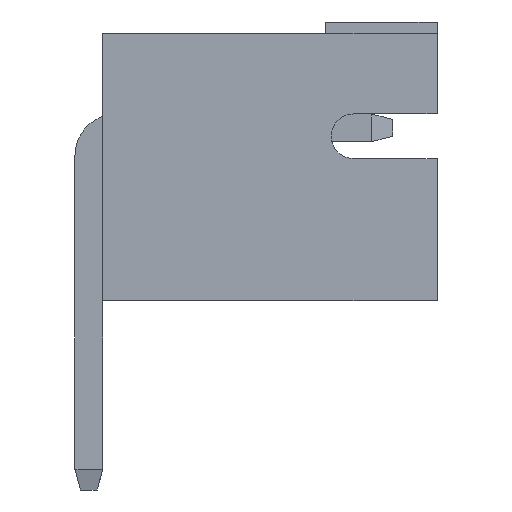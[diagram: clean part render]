
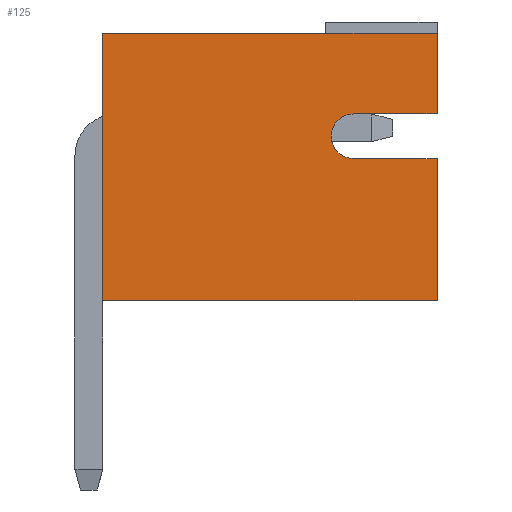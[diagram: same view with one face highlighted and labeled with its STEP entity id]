
A CAD part, left-side view. The second image highlights one B-rep face of the part: STEP entity #125.
In plain terms, the highlighted planar face has unit normal (-1, 0, 0).
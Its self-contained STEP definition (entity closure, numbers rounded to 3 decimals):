
#125=ADVANCED_FACE('',(#4168),#4170,.T.);
#4168=FACE_BOUND('',#4169,.T.);
#4169=EDGE_LOOP('',(#7446,#7447,#7448,#7449,#7450,#7451,#7452,#7453));
#4170=PLANE('',#4171);
#4171=AXIS2_PLACEMENT_3D('',#4172,#4173,#4174);
#4172=CARTESIAN_POINT('',(-1.95,0.,0.));
#4173=DIRECTION('',(-1.,0.,0.));
#4174=DIRECTION('',(0.,0.,1.));
#7446=ORIENTED_EDGE('',*,*,#9695,.T.);
#7447=ORIENTED_EDGE('',*,*,#9603,.T.);
#7448=ORIENTED_EDGE('',*,*,#9689,.T.);
#7449=ORIENTED_EDGE('',*,*,#9696,.T.);
#7450=ORIENTED_EDGE('',*,*,#9697,.T.);
#7451=ORIENTED_EDGE('',*,*,#9698,.T.);
#7452=ORIENTED_EDGE('',*,*,#9699,.T.);
#7453=ORIENTED_EDGE('',*,*,#9700,.T.);
#9603=EDGE_CURVE('',#10742,#10740,#10743,.T.);
#9689=EDGE_CURVE('',#10740,#10908,#10910,.T.);
#9695=EDGE_CURVE('',#10918,#10742,#10919,.F.);
#9696=EDGE_CURVE('',#10908,#10920,#10921,.T.);
#9697=EDGE_CURVE('',#10920,#10922,#10923,.T.);
#9698=EDGE_CURVE('',#10922,#10924,#10925,.T.);
#9699=EDGE_CURVE('',#10924,#10926,#10927,.F.);
#9700=EDGE_CURVE('',#10926,#10918,#10928,.F.);
#10740=VERTEX_POINT('',#12593);
#10742=VERTEX_POINT('',#12597);
#10743=LINE('',#12598,#12599);
#10908=VERTEX_POINT('',#12933);
#10910=LINE('',#12937,#12938);
#10918=VERTEX_POINT('',#12957);
#10919=LINE('',#12958,#12959);
#10920=VERTEX_POINT('',#12961);
#10921=LINE('',#12962,#12963);
#10922=VERTEX_POINT('',#12965);
#10923=LINE('',#12966,#12967);
#10924=VERTEX_POINT('',#12969);
#10925=LINE('',#12970,#12971);
#10926=VERTEX_POINT('',#12973);
#10927=LINE('',#12974,#12975);
#10928=CIRCLE('',#12977,0.4);
#12593=CARTESIAN_POINT('',(-1.95,-6.25,4.8));
#12597=CARTESIAN_POINT('',(-1.95,-6.25,3.35));
#12598=CARTESIAN_POINT('',(-1.95,-6.25,3.35));
#12599=VECTOR('',#12600,1.);
#12600=DIRECTION('',(0.,0.,1.));
#12933=CARTESIAN_POINT('',(-1.95,-0.25,4.8));
#12937=CARTESIAN_POINT('',(-1.95,-6.25,4.8));
#12938=VECTOR('',#12939,1.);
#12939=DIRECTION('',(0.,1.,0.));
#12957=CARTESIAN_POINT('',(-1.95,-4.75,3.35));
#12958=CARTESIAN_POINT('',(-1.95,-6.25,3.35));
#12959=VECTOR('',#12960,1.);
#12960=DIRECTION('',(0.,1.,0.));
#12961=CARTESIAN_POINT('',(-1.95,-0.25,0.));
#12962=CARTESIAN_POINT('',(-1.95,-0.25,4.8));
#12963=VECTOR('',#12964,1.);
#12964=DIRECTION('',(0.,0.,-1.));
#12965=CARTESIAN_POINT('',(-1.95,-6.25,0.));
#12966=CARTESIAN_POINT('',(-1.95,-0.25,0.));
#12967=VECTOR('',#12968,1.);
#12968=DIRECTION('',(0.,-1.,0.));
#12969=CARTESIAN_POINT('',(-1.95,-6.25,2.55));
#12970=CARTESIAN_POINT('',(-1.95,-6.25,0.));
#12971=VECTOR('',#12972,1.);
#12972=DIRECTION('',(0.,0.,1.));
#12973=CARTESIAN_POINT('',(-1.95,-4.75,2.55));
#12974=CARTESIAN_POINT('',(-1.95,-4.75,2.55));
#12975=VECTOR('',#12976,1.);
#12976=DIRECTION('',(0.,-1.,0.));
#12977=AXIS2_PLACEMENT_3D('',#12978,#12979,#12980);
#12978=CARTESIAN_POINT('',(-1.95,-4.75,2.95));
#12979=DIRECTION('',(-1.,0.,0.));
#12980=DIRECTION('',(0.,0.,1.));
